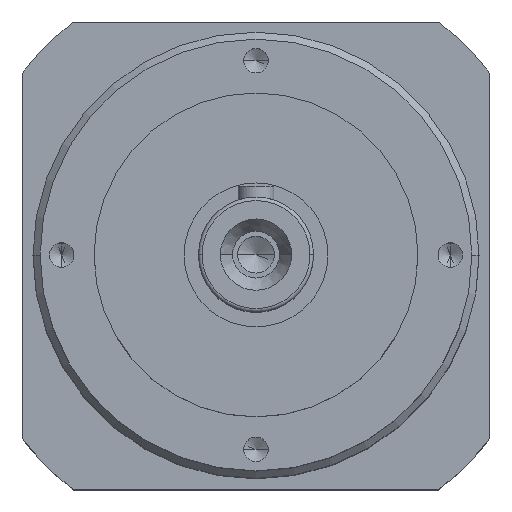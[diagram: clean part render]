
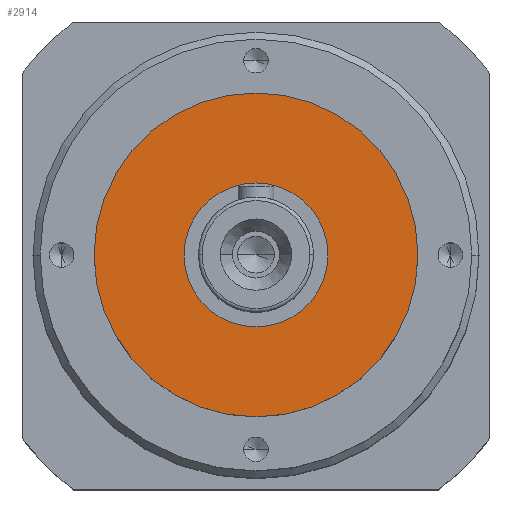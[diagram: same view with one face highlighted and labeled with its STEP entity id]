
A CAD part, top view. The second image highlights one B-rep face of the part: STEP entity #2914.
In plain terms, the highlighted planar face has unit normal (0, 0, 1).
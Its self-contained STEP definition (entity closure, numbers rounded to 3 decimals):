
#167 = ORIENTED_EDGE ( 'NONE', *, *, #491, .T. ) ;
#185 = VERTEX_POINT ( 'NONE', #4707 ) ;
#263 = VERTEX_POINT ( 'NONE', #1318 ) ;
#456 = CARTESIAN_POINT ( 'NONE',  ( 0., 0., 79.5 ) ) ;
#491 = EDGE_CURVE ( 'NONE', #185, #4564, #1564, .T. ) ;
#741 = FACE_OUTER_BOUND ( 'NONE', #4273, .T. ) ;
#754 = DIRECTION ( 'NONE',  ( 0., 0., 1. ) ) ;
#756 = CARTESIAN_POINT ( 'NONE',  ( 0., 0., 79.5 ) ) ;
#853 = DIRECTION ( 'NONE',  ( 1., 0., 0. ) ) ;
#984 = FACE_BOUND ( 'NONE', #2143, .T. ) ;
#1126 = EDGE_CURVE ( 'NONE', #263, #2007, #2902, .T. ) ;
#1145 = DIRECTION ( 'NONE',  ( 1., 0., 0. ) ) ;
#1211 = CIRCLE ( 'NONE', #5381, 20. ) ;
#1318 = CARTESIAN_POINT ( 'NONE',  ( -20., 0., 79.5 ) ) ;
#1564 = CIRCLE ( 'NONE', #4365, 45. ) ;
#1674 = CARTESIAN_POINT ( 'NONE',  ( 45., 0., 79.5 ) ) ;
#2007 = VERTEX_POINT ( 'NONE', #4271 ) ;
#2143 = EDGE_LOOP ( 'NONE', ( #4939, #3912 ) ) ;
#2432 = AXIS2_PLACEMENT_3D ( 'NONE', #2507, #3597, #1145 ) ;
#2507 = CARTESIAN_POINT ( 'NONE',  ( 0., 0., 79.5 ) ) ;
#2528 = CIRCLE ( 'NONE', #2432, 45. ) ;
#2729 = DIRECTION ( 'NONE',  ( 0., 0., 1. ) ) ;
#2745 = CARTESIAN_POINT ( 'NONE',  ( 0., 0., 79.5 ) ) ;
#2849 = DIRECTION ( 'NONE',  ( 1., 0., 0. ) ) ;
#2902 = CIRCLE ( 'NONE', #4743, 20. ) ;
#2914 = ADVANCED_FACE ( 'NONE', ( #984, #741 ), #4692, .T. ) ;
#3016 = DIRECTION ( 'NONE',  ( 0., 0., 1. ) ) ;
#3077 = AXIS2_PLACEMENT_3D ( 'NONE', #4718, #3016, #5308 ) ;
#3385 = DIRECTION ( 'NONE',  ( 1., 0., 0. ) ) ;
#3388 = DIRECTION ( 'NONE',  ( 0., 0., 1. ) ) ;
#3597 = DIRECTION ( 'NONE',  ( 0., 0., 1. ) ) ;
#3912 = ORIENTED_EDGE ( 'NONE', *, *, #5233, .F. ) ;
#4271 = CARTESIAN_POINT ( 'NONE',  ( 20., 0., 79.5 ) ) ;
#4273 = EDGE_LOOP ( 'NONE', ( #167, #5004 ) ) ;
#4365 = AXIS2_PLACEMENT_3D ( 'NONE', #756, #754, #3385 ) ;
#4564 = VERTEX_POINT ( 'NONE', #1674 ) ;
#4692 = PLANE ( 'NONE',  #3077 ) ;
#4707 = CARTESIAN_POINT ( 'NONE',  ( -45., 0., 79.5 ) ) ;
#4718 = CARTESIAN_POINT ( 'NONE',  ( 0., 0., 79.5 ) ) ;
#4743 = AXIS2_PLACEMENT_3D ( 'NONE', #2745, #2729, #2849 ) ;
#4893 = EDGE_CURVE ( 'NONE', #4564, #185, #2528, .T. ) ;
#4939 = ORIENTED_EDGE ( 'NONE', *, *, #1126, .F. ) ;
#5004 = ORIENTED_EDGE ( 'NONE', *, *, #4893, .T. ) ;
#5233 = EDGE_CURVE ( 'NONE', #2007, #263, #1211, .T. ) ;
#5308 = DIRECTION ( 'NONE',  ( 1., 0., 0. ) ) ;
#5381 = AXIS2_PLACEMENT_3D ( 'NONE', #456, #3388, #853 ) ;
